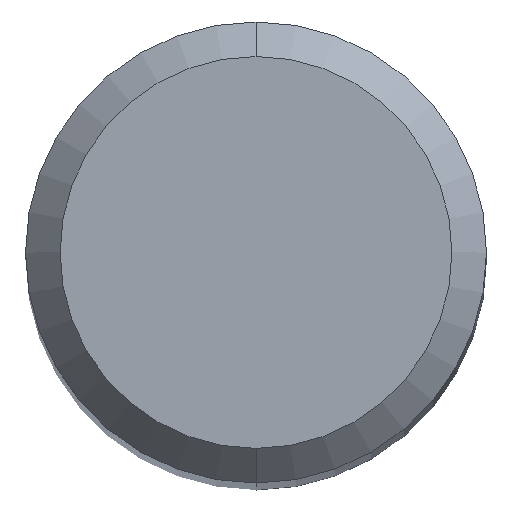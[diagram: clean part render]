
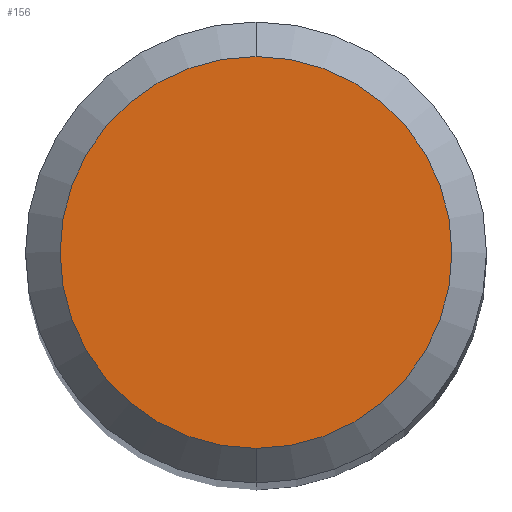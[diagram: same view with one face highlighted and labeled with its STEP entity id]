
A CAD part, top view. The second image highlights one B-rep face of the part: STEP entity #156.
In plain terms, the highlighted planar face has unit normal (0, 0, 1).
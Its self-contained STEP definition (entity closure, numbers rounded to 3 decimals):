
#110=VERTEX_POINT('',#276);
#156=ADVANCED_FACE('',(#328),#329,.T.);
#204=EDGE_CURVE('',#110,#238,#384,.T.);
#216=EDGE_CURVE('',#238,#110,#397,.T.);
#238=VERTEX_POINT('',#421);
#276=CARTESIAN_POINT('',(0.0,1.7,0.0));
#328=FACE_OUTER_BOUND('',#519,.T.);
#329=PLANE('',#520);
#384=CIRCLE('',#590,1.7);
#397=CIRCLE('',#606,1.7);
#421=CARTESIAN_POINT('',(0.,-1.7,0.0));
#519=EDGE_LOOP('',(#731,#732));
#520=AXIS2_PLACEMENT_3D('',#733,#734,#735);
#590=AXIS2_PLACEMENT_3D('',#809,#810,#811);
#606=AXIS2_PLACEMENT_3D('',#825,#826,#827);
#731=ORIENTED_EDGE('',*,*,#204,.F.);
#732=ORIENTED_EDGE('',*,*,#216,.F.);
#733=CARTESIAN_POINT('',(0.0,0.85,0.0));
#734=DIRECTION('',(-0.0,0.0,1.0));
#735=DIRECTION('',(0.0,-1.0,0.0));
#809=CARTESIAN_POINT('',(0.0,0.0,0.0));
#810=DIRECTION('',(0.0,0.0,-1.0));
#811=DIRECTION('',(0.0,1.0,0.0));
#825=CARTESIAN_POINT('',(0.0,0.0,0.0));
#826=DIRECTION('',(0.0,0.0,-1.0));
#827=DIRECTION('',(0.0,1.0,0.0));
